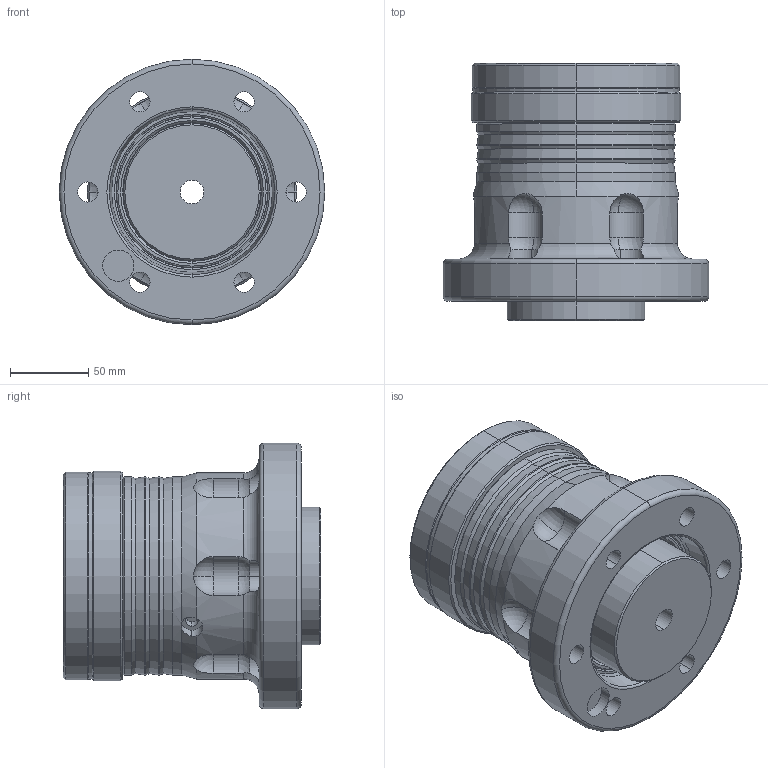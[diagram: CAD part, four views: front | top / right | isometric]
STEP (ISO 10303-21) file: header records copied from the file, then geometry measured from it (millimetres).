
FILE_DESCRIPTION (( 'STEP AP214' ), '1' );
FILE_NAME ('CPC-60A6.STEP', '2020-08-24T00:48:30', ( 'Microsoft' ), ( 'Microsoft' ), 'SwSTEP 2.0', 'SolidWorks 2016', '' );
FILE_SCHEMA (( 'AUTOMOTIVE_DESIGN' ));
Length unit declared in the file: millimetre
Products named in the file (1): CPC-60A6
Bounding box: 170 x 165 x 170 mm (x, y, z)
Volume: 1771713.1 mm3; surface area: 175548.9 mm2
Topology: 1 solids, 1 shells, 216 faces, 522 edges, 314 vertices
Faces by surface type: cylinder 91, cone 47, torus 29, plane 25, sphere 24
Entity records: 8339 total; most frequent: CARTESIAN_POINT 1841, DIRECTION 1201, ORIENTED_EDGE 1036, AXIS2_PLACEMENT_3D 532, EDGE_CURVE 518, CIRCLE 315, VERTEX_POINT 314, EDGE_LOOP 248
